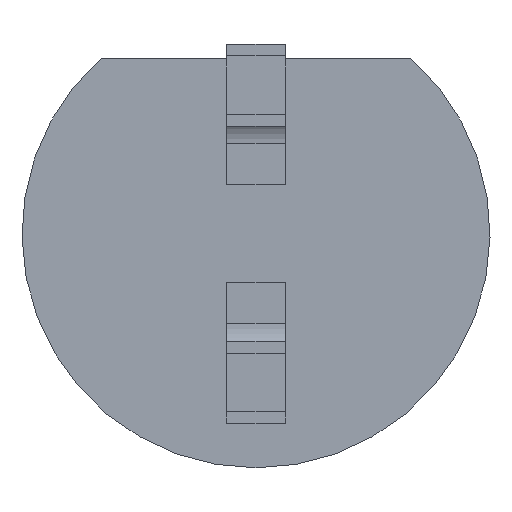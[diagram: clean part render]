
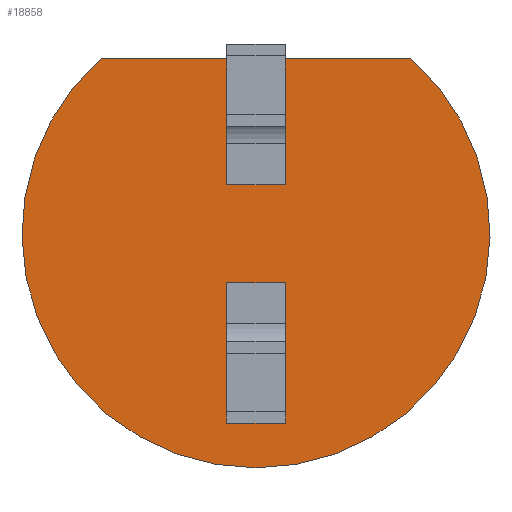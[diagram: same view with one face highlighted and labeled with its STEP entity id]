
A CAD part, front view. The second image highlights one B-rep face of the part: STEP entity #18858.
In plain terms, the highlighted planar face has unit normal (0, -1, 0).
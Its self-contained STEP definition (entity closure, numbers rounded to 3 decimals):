
#13511 = CARTESIAN_POINT ( 'NONE',  ( -1.323, -1., 1.5 ) ) ;
#13512 = DIRECTION ( 'NONE',  ( 1., 0., 0. ) ) ;
#13513 = DIRECTION ( 'NONE',  ( 0., -1., 0. ) ) ;
#13514 = CARTESIAN_POINT ( 'NONE',  ( 0., -1., 0. ) ) ;
#13515 = AXIS2_PLACEMENT_3D ( 'NONE', #13514, #13513, #13512 ) ;
#13516 = CIRCLE ( 'NONE', #13515, 2. ) ;
#13517 = CARTESIAN_POINT ( 'NONE',  ( 0., -1., -2. ) ) ;
#13668 = DIRECTION ( 'NONE',  ( 1., 0., 0. ) ) ;
#13669 = VECTOR ( 'NONE', #13668, 1000. ) ;
#13670 = CARTESIAN_POINT ( 'NONE',  ( -1.323, -1., 1.5 ) ) ;
#13672 = LINE ( 'NONE', #13670, #13669 ) ;
#13858 = DIRECTION ( 'NONE',  ( 1., 0., 0. ) ) ;
#13859 = DIRECTION ( 'NONE',  ( 0., -1., 0. ) ) ;
#13860 = CARTESIAN_POINT ( 'NONE',  ( 0., -1., 0. ) ) ;
#13861 = AXIS2_PLACEMENT_3D ( 'NONE', #13860, #13859, #13858 ) ;
#13864 = PLANE ( 'NONE',  #13861 ) ;
#13879 = FACE_OUTER_BOUND ( 'NONE', #18859, .T. ) ;
#13935 = DIRECTION ( 'NONE',  ( 1., 0., 0. ) ) ;
#13936 = DIRECTION ( 'NONE',  ( 0., -1., 0. ) ) ;
#13937 = CARTESIAN_POINT ( 'NONE',  ( 0., -1., 0. ) ) ;
#13938 = AXIS2_PLACEMENT_3D ( 'NONE', #13937, #13936, #13935 ) ;
#13939 = CIRCLE ( 'NONE', #13938, 2. ) ;
#13940 = CARTESIAN_POINT ( 'NONE',  ( 1.323, -1., 1.5 ) ) ;
#18762 = VERTEX_POINT ( 'NONE', #13517 ) ;
#18764 = EDGE_CURVE ( 'NONE', #18765, #18762, #13516, .T. ) ;
#18765 = VERTEX_POINT ( 'NONE', #13511 ) ;
#18799 = EDGE_CURVE ( 'NONE', #18765, #18871, #13672, .T. ) ;
#18858 = ADVANCED_FACE ( 'NONE', ( #13879 ), #13864, .T. ) ;
#18859 = EDGE_LOOP ( 'NONE', ( #18860, #18861, #18862 ) ) ;
#18860 = ORIENTED_EDGE ( 'NONE', *, *, #18764, .T. ) ;
#18861 = ORIENTED_EDGE ( 'NONE', *, *, #18873, .T. ) ;
#18862 = ORIENTED_EDGE ( 'NONE', *, *, #18799, .F. ) ;
#18871 = VERTEX_POINT ( 'NONE', #13940 ) ;
#18873 = EDGE_CURVE ( 'NONE', #18762, #18871, #13939, .T. ) ;
